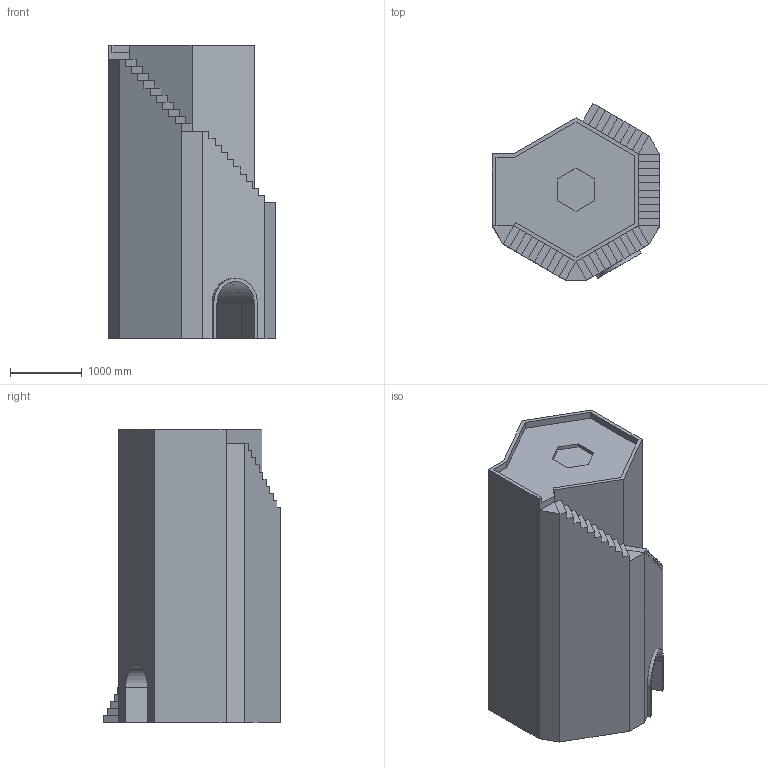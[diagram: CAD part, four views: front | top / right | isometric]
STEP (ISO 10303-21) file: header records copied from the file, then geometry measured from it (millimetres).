
FILE_DESCRIPTION(('HOOPS Exchange Step'),'2;1');
FILE_NAME('temp_export','2023-08-02T20:18:35+10:00',('mobile'),('Shapr3D Limited'),'HOOPS Exchange 2022.2','Shapr3D','Authorized');
FILE_SCHEMA( ('AUTOMOTIVE_DESIGN { 1 0 10303 214 1 1 1 1 }') );
Length unit declared in the file: millimetre
Products named in the file (1): root
Bounding box: 2332.05 x 2469.62 x 4100 mm (x, y, z)
Volume: 13433639000.6 mm3; surface area: 67347105.2 mm2
Topology: 9 solids, 9 shells, 152 faces, 398 edges, 265 vertices
Faces by surface type: plane 149, cylinder 3
Entity records: 4596 total; most frequent: CARTESIAN_POINT 816, ORIENTED_EDGE 796, DIRECTION 710, EDGE_CURVE 398, VECTOR 392, LINE 392, VERTEX_POINT 265, AXIS2_PLACEMENT_3D 159
